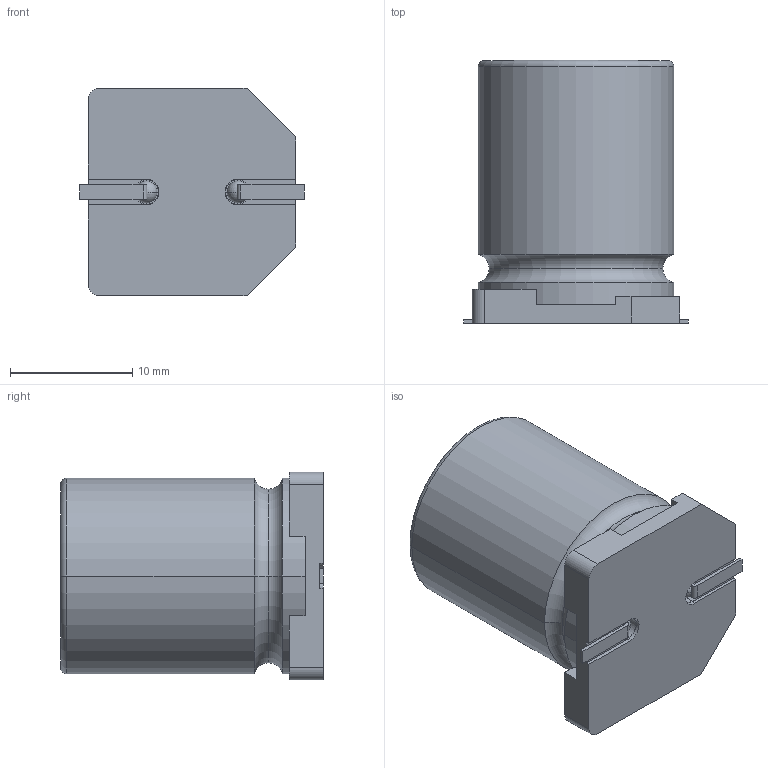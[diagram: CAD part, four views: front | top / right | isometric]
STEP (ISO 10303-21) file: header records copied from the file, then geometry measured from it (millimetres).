
FILE_DESCRIPTION (( 'STEP AP214' ), '1' );
FILE_NAME ('昗弨昳兂16 SIZE CODE J21.stp', '2018-07-23T00:24:56', ( '' ), ( '' ), 'SwSTEP 2.0', 'SolidWorks 2015', '' );
FILE_SCHEMA (( 'AUTOMOTIVE_DESIGN' ));
Length unit declared in the file: millimetre
Products named in the file (4): 昗弨昳兂16 SIZE CODE J21; 標準SIZE CODE J21-001; 標準SIZE CODE J21-003; 標準SIZE CODE J21-002
Assembly tree (4 placements, depth 2):
  昗弨昳兂16 SIZE CODE J21
    標準SIZE CODE J21-001
    標準SIZE CODE J21-002
    標準SIZE CODE J21-003  x2
Bounding box: 18.4 x 21.5 x 17 mm (x, y, z)
Volume: 4402.7 mm3; surface area: 2197.7 mm2
Topology: 4 solids, 4 shells, 81 faces, 212 edges, 136 vertices
Faces by surface type: plane 49, cylinder 22, torus 6, sphere 4
Entity records: 2254 total; most frequent: DIRECTION 383, CARTESIAN_POINT 364, ORIENTED_EDGE 350, EDGE_CURVE 175, AXIS2_PLACEMENT_3D 133, LINE 117, VECTOR 117, VERTEX_POINT 114
